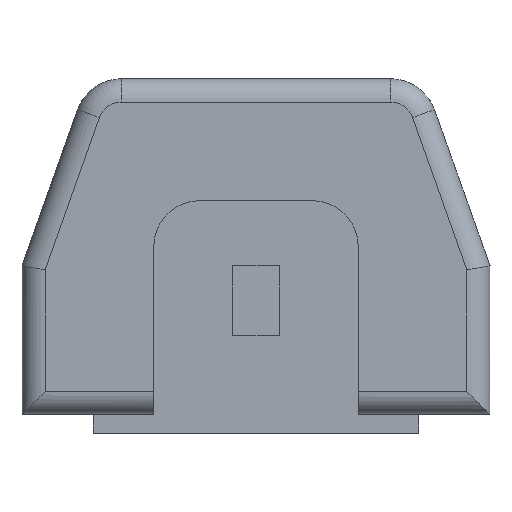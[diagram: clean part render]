
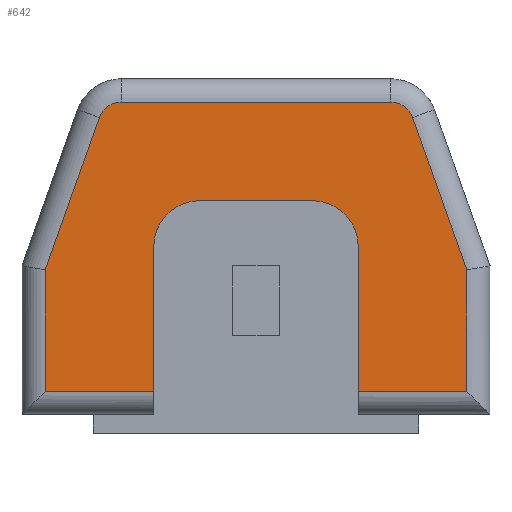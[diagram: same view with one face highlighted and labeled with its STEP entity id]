
A CAD part, left-side view. The second image highlights one B-rep face of the part: STEP entity #642.
In plain terms, the highlighted planar face has unit normal (-1, 0, 0).
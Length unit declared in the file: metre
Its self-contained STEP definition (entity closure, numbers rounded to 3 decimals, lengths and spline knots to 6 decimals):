
#378 = EDGE_CURVE( '', #1082, #1083, #1084, .T. );
#506 = EDGE_CURVE( '', #1082, #1285, #1304, .T. );
#570 = EDGE_CURVE( '', #1399, #1400, #1401, .T. );
#628 = EDGE_CURVE( '', #1485, #1486, #1487, .T. );
#642 = ADVANCED_FACE( '', ( #1505 ), #1506, .T. );
#644 = EDGE_CURVE( '', #1097, #1508, #1509, .T. );
#646 = EDGE_CURVE( '', #1485, #1285, #1511, .T. );
#686 = EDGE_CURVE( '', #1097, #1399, #1566, .T. );
#768 = EDGE_CURVE( '', #1307, #1083, #1672, .T. );
#862 = EDGE_CURVE( '', #1486, #1400, #1782, .T. );
#890 = EDGE_CURVE( '', #1514, #1307, #1816, .T. );
#922 = EDGE_CURVE( '', #1151, #1514, #1856, .T. );
#976 = EDGE_CURVE( '', #1508, #1765, #1916, .T. );
#1012 = EDGE_CURVE( '', #1888, #1151, #1955, .T. );
#1030 = EDGE_CURVE( '', #1765, #1888, #1975, .T. );
#1082 = VERTEX_POINT( '', #2023 );
#1083 = VERTEX_POINT( '', #2024 );
#1084 = LINE( '', #2025, #2026 );
#1097 = VERTEX_POINT( '', #2055 );
#1151 = VERTEX_POINT( '', #2140 );
#1285 = VERTEX_POINT( '', #2319 );
#1304 = LINE( '', #2359, #2360 );
#1307 = VERTEX_POINT( '', #2364 );
#1399 = VERTEX_POINT( '', #2496 );
#1400 = VERTEX_POINT( '', #2497 );
#1401 = CIRCLE( '', #2498, 0.00025 );
#1485 = VERTEX_POINT( '', #2611 );
#1486 = VERTEX_POINT( '', #2612 );
#1487 = CIRCLE( '', #2613, 0.00025 );
#1505 = FACE_OUTER_BOUND( '', #2641, .T. );
#1506 = PLANE( '', #2642 );
#1508 = VERTEX_POINT( '', #2645 );
#1509 = LINE( '', #2646, #2647 );
#1511 = LINE( '', #2650, #2651 );
#1514 = VERTEX_POINT( '', #2655 );
#1566 = LINE( '', #2736, #2737 );
#1672 = LINE( '', #2894, #2895 );
#1765 = VERTEX_POINT( '', #3041 );
#1782 = LINE( '', #3073, #3074 );
#1816 = CIRCLE( '', #3123, 0.0005 );
#1856 = LINE( '', #3180, #3181 );
#1888 = VERTEX_POINT( '', #3230 );
#1916 = LINE( '', #3291, #3292 );
#1955 = CIRCLE( '', #3358, 0.0005 );
#1975 = LINE( '', #3389, #3390 );
#2023 = CARTESIAN_POINT( '', ( -0.004715, 0.002265, 0.00045 ) );
#2024 = CARTESIAN_POINT( '', ( -0.004715, 0.0011, 0.00045 ) );
#2025 = CARTESIAN_POINT( '', ( -0.004715, 0.001259, 0.00045 ) );
#2026 = VECTOR( '', #3451, 1. );
#2055 = CARTESIAN_POINT( '', ( -0.004715, -0.002265, 0.001757 ) );
#2140 = CARTESIAN_POINT( '', ( -0.004715, -0.0006, 0.0025 ) );
#2319 = CARTESIAN_POINT( '', ( -0.004715, 0.002265, 0.001757 ) );
#2359 = CARTESIAN_POINT( '', ( -0.004715, 0.002265, 0. ) );
#2360 = VECTOR( '', #3676, 1. );
#2364 = CARTESIAN_POINT( '', ( -0.004715, 0.0011, 0.002 ) );
#2496 = CARTESIAN_POINT( '', ( -0.004715, -0.001683, 0.003394 ) );
#2497 = CARTESIAN_POINT( '', ( -0.004715, -0.001447, 0.00356 ) );
#2498 = AXIS2_PLACEMENT_3D( '', #3797, #3798, #3799 );
#2611 = CARTESIAN_POINT( '', ( -0.004715, 0.001683, 0.003394 ) );
#2612 = CARTESIAN_POINT( '', ( -0.004715, 0.001447, 0.00356 ) );
#2613 = AXIS2_PLACEMENT_3D( '', #3923, #3924, #3925 );
#2641 = EDGE_LOOP( '', ( #3940, #3941, #3942, #3943, #3944, #3945, #3946, #3947, #3948, #3949, #3950, #3951, #3952, #3953 ) );
#2642 = AXIS2_PLACEMENT_3D( '', #3954, #3955, #3956 );
#2645 = CARTESIAN_POINT( '', ( -0.004715, -0.002265, 0.00045 ) );
#2646 = CARTESIAN_POINT( '', ( -0.004715, -0.002265, 0. ) );
#2647 = VECTOR( '', #3957, 1. );
#2650 = CARTESIAN_POINT( '', ( -0.004715, 0.001983, 0.002551 ) );
#2651 = VECTOR( '', #3958, 1. );
#2655 = CARTESIAN_POINT( '', ( -0.004715, 0.0006, 0.0025 ) );
#2736 = CARTESIAN_POINT( '', ( -0.004715, -0.00198, 0.002559 ) );
#2737 = VECTOR( '', #4012, 1. );
#2894 = CARTESIAN_POINT( '', ( -0.004715, 0.0011, 0. ) );
#2895 = VECTOR( '', #4163, 1. );
#3041 = CARTESIAN_POINT( '', ( -0.004715, -0.0011, 0.00045 ) );
#3073 = CARTESIAN_POINT( '', ( -0.004715, 0., 0.00356 ) );
#3074 = VECTOR( '', #4299, 1. );
#3123 = AXIS2_PLACEMENT_3D( '', #4371, #4372, #4373 );
#3180 = CARTESIAN_POINT( '', ( -0.004715, 0., 0.0025 ) );
#3181 = VECTOR( '', #4439, 1. );
#3230 = CARTESIAN_POINT( '', ( -0.004715, -0.0011, 0.002 ) );
#3291 = CARTESIAN_POINT( '', ( -0.004715, 0., 0.00045 ) );
#3292 = VECTOR( '', #4506, 1. );
#3358 = AXIS2_PLACEMENT_3D( '', #4549, #4550, #4551 );
#3389 = CARTESIAN_POINT( '', ( -0.004715, -0.0011, 0. ) );
#3390 = VECTOR( '', #4578, 1. );
#3451 = DIRECTION( '', ( 0., -1., 0. ) );
#3676 = DIRECTION( '', ( 0., 0., 1. ) );
#3797 = CARTESIAN_POINT( '', ( -0.004715, -0.001447, 0.00331 ) );
#3798 = DIRECTION( '', ( -1., 0., 0. ) );
#3799 = DIRECTION( '', ( 0., -0.943, 0.334 ) );
#3923 = CARTESIAN_POINT( '', ( -0.004715, 0.001447, 0.00331 ) );
#3924 = DIRECTION( '', ( 1., 0., 0. ) );
#3925 = DIRECTION( '', ( 0., 0.942, 0.335 ) );
#3940 = ORIENTED_EDGE( '', *, *, #644, .F. );
#3941 = ORIENTED_EDGE( '', *, *, #686, .T. );
#3942 = ORIENTED_EDGE( '', *, *, #570, .T. );
#3943 = ORIENTED_EDGE( '', *, *, #862, .F. );
#3944 = ORIENTED_EDGE( '', *, *, #628, .F. );
#3945 = ORIENTED_EDGE( '', *, *, #646, .T. );
#3946 = ORIENTED_EDGE( '', *, *, #506, .F. );
#3947 = ORIENTED_EDGE( '', *, *, #378, .T. );
#3948 = ORIENTED_EDGE( '', *, *, #768, .F. );
#3949 = ORIENTED_EDGE( '', *, *, #890, .F. );
#3950 = ORIENTED_EDGE( '', *, *, #922, .F. );
#3951 = ORIENTED_EDGE( '', *, *, #1012, .F. );
#3952 = ORIENTED_EDGE( '', *, *, #1030, .F. );
#3953 = ORIENTED_EDGE( '', *, *, #976, .F. );
#3954 = CARTESIAN_POINT( '', ( -0.004715, 0., 0. ) );
#3955 = DIRECTION( '', ( -1., 0., 0. ) );
#3956 = DIRECTION( '', ( 0., 0., 1. ) );
#3957 = DIRECTION( '', ( 0., 0., -1. ) );
#3958 = DIRECTION( '', ( 0., 0.335, -0.942 ) );
#4012 = DIRECTION( '', ( 0., 0.335, 0.942 ) );
#4163 = DIRECTION( '', ( 0., 0., -1. ) );
#4299 = DIRECTION( '', ( 0., -1., 0. ) );
#4371 = CARTESIAN_POINT( '', ( -0.004715, 0.0006, 0.002 ) );
#4372 = DIRECTION( '', ( -1., 0., 0. ) );
#4373 = DIRECTION( '', ( 0., 0., 1. ) );
#4439 = DIRECTION( '', ( 0., 1., 0. ) );
#4506 = DIRECTION( '', ( 0., 1., 0. ) );
#4549 = CARTESIAN_POINT( '', ( -0.004715, -0.0006, 0.002 ) );
#4550 = DIRECTION( '', ( -1., 0., 0. ) );
#4551 = DIRECTION( '', ( 0., 0., 1. ) );
#4578 = DIRECTION( '', ( 0., 0., 1. ) );
